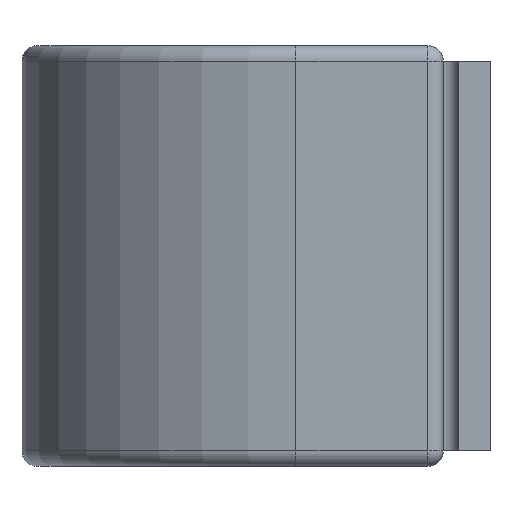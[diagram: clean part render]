
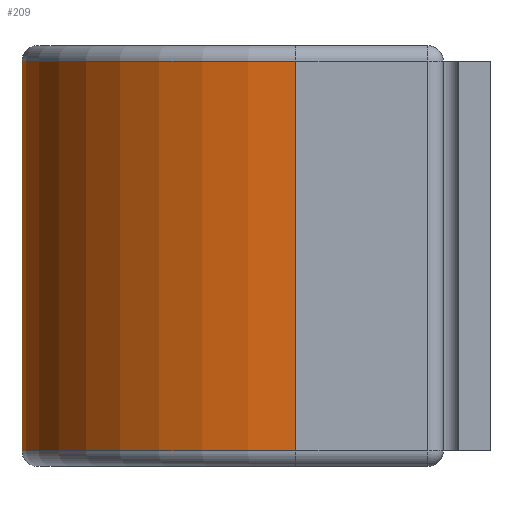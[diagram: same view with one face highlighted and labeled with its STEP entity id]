
A CAD part, left-side view. The second image highlights one B-rep face of the part: STEP entity #209.
In plain terms, the highlighted cylindrical face has radius 13.424 mm (diameter 26.848 mm), a partial arc.
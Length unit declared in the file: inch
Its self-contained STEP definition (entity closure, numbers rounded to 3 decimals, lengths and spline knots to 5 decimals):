
#7 = CARTESIAN_POINT ( 'NONE',  ( 1.8405, 0.37475, 0.37625 ) ) ;
#43 = LINE ( 'NONE', #777, #1576 ) ;
#138 = VERTEX_POINT ( 'NONE', #344 ) ;
#175 = CIRCLE ( 'NONE', #310, 0.5285 ) ;
#177 = CARTESIAN_POINT ( 'NONE',  ( 1.312, 0.37475, 0.37625 ) ) ;
#209 = ADVANCED_FACE ( 'NONE', ( #1704 ), #1880, .T. ) ;
#310 = AXIS2_PLACEMENT_3D ( 'NONE', #508, #1583, #672 ) ;
#326 = DIRECTION ( 'NONE',  ( 1., 0., 0. ) ) ;
#344 = CARTESIAN_POINT ( 'NONE',  ( 1.8405, 0.37475, -0.37625 ) ) ;
#372 = VERTEX_POINT ( 'NONE', #7 ) ;
#373 = DIRECTION ( 'NONE',  ( 1., 0., 0. ) ) ;
#464 = AXIS2_PLACEMENT_3D ( 'NONE', #1850, #1108, #373 ) ;
#508 = CARTESIAN_POINT ( 'NONE',  ( 1.312, 0.37475, -0.37625 ) ) ;
#536 = DIRECTION ( 'NONE',  ( 0., 0., 1. ) ) ;
#553 = EDGE_LOOP ( 'NONE', ( #571, #1044, #1330, #1194 ) ) ;
#571 = ORIENTED_EDGE ( 'NONE', *, *, #1927, .F. ) ;
#672 = DIRECTION ( 'NONE',  ( 1., 0., 0. ) ) ;
#718 = VERTEX_POINT ( 'NONE', #1594 ) ;
#726 = EDGE_CURVE ( 'NONE', #1412, #718, #754, .T. ) ;
#754 = LINE ( 'NONE', #842, #1886 ) ;
#777 = CARTESIAN_POINT ( 'NONE',  ( 1.8405, 0.37475, -0.37625 ) ) ;
#842 = CARTESIAN_POINT ( 'NONE',  ( 0.7835, 0.37475, -0.37625 ) ) ;
#1015 = EDGE_CURVE ( 'NONE', #138, #1412, #175, .T. ) ;
#1044 = ORIENTED_EDGE ( 'NONE', *, *, #1015, .T. ) ;
#1108 = DIRECTION ( 'NONE',  ( 0., 0., 1. ) ) ;
#1194 = ORIENTED_EDGE ( 'NONE', *, *, #1977, .F. ) ;
#1249 = DIRECTION ( 'NONE',  ( 0., 0., 1. ) ) ;
#1330 = ORIENTED_EDGE ( 'NONE', *, *, #726, .T. ) ;
#1412 = VERTEX_POINT ( 'NONE', #1609 ) ;
#1576 = VECTOR ( 'NONE', #1846, 39.37008 ) ;
#1583 = DIRECTION ( 'NONE',  ( 0., 0., 1. ) ) ;
#1594 = CARTESIAN_POINT ( 'NONE',  ( 0.7835, 0.37475, 0.37625 ) ) ;
#1609 = CARTESIAN_POINT ( 'NONE',  ( 0.7835, 0.37475, -0.37625 ) ) ;
#1674 = AXIS2_PLACEMENT_3D ( 'NONE', #177, #1249, #326 ) ;
#1704 = FACE_OUTER_BOUND ( 'NONE', #553, .T. ) ;
#1846 = DIRECTION ( 'NONE',  ( 0., 0., 1. ) ) ;
#1850 = CARTESIAN_POINT ( 'NONE',  ( 1.312, 0.37475, 0.375 ) ) ;
#1880 = CYLINDRICAL_SURFACE ( 'NONE', #464, 0.5285 ) ;
#1886 = VECTOR ( 'NONE', #536, 39.37008 ) ;
#1927 = EDGE_CURVE ( 'NONE', #138, #372, #43, .T. ) ;
#1941 = CIRCLE ( 'NONE', #1674, 0.5285 ) ;
#1977 = EDGE_CURVE ( 'NONE', #372, #718, #1941, .T. ) ;
